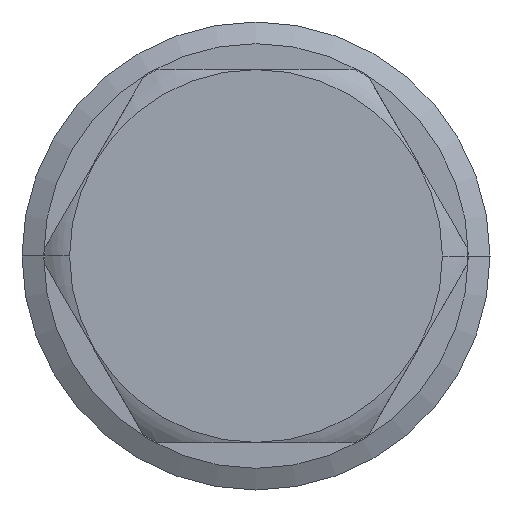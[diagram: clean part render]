
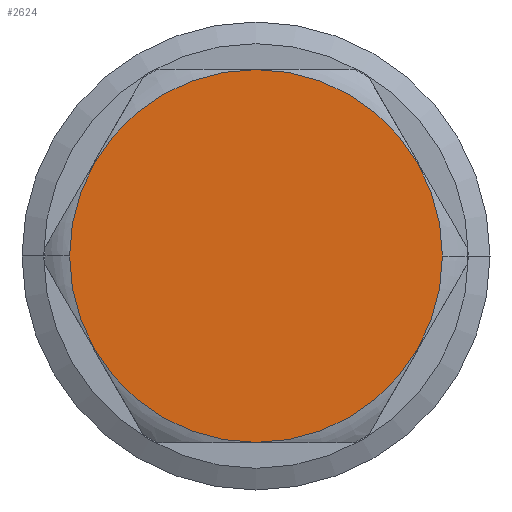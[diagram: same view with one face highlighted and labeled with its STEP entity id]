
A CAD part, left-side view. The second image highlights one B-rep face of the part: STEP entity #2624.
In plain terms, the highlighted planar face has unit normal (-1, 0, 0).
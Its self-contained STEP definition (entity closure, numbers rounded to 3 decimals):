
#48 = AXIS2_PLACEMENT_3D ( 'NONE', #1290, #146, #6354 ) ;
#93 = VERTEX_POINT ( 'NONE', #495 ) ;
#146 = DIRECTION ( 'NONE',  ( -1., 0., 0. ) ) ;
#340 = EDGE_CURVE ( 'NONE', #93, #4931, #4758, .T. ) ;
#495 = CARTESIAN_POINT ( 'NONE',  ( -19., 15.8, 0. ) ) ;
#1127 = FACE_OUTER_BOUND ( 'NONE', #6654, .T. ) ;
#1194 = CARTESIAN_POINT ( 'NONE',  ( -19., 0., 0. ) ) ;
#1290 = CARTESIAN_POINT ( 'NONE',  ( -19., 0., 0. ) ) ;
#1539 = DIRECTION ( 'NONE',  ( 1., 0., 0. ) ) ;
#2624 = ADVANCED_FACE ( 'NONE', ( #1127 ), #4930, .F. ) ;
#2810 = AXIS2_PLACEMENT_3D ( 'NONE', #1194, #4643, #6814 ) ;
#3201 = CARTESIAN_POINT ( 'NONE',  ( -19., -27.453, 15.85 ) ) ;
#3700 = EDGE_CURVE ( 'NONE', #4931, #93, #6561, .T. ) ;
#4266 = CARTESIAN_POINT ( 'NONE',  ( -19., -15.8, 0. ) ) ;
#4285 = DIRECTION ( 'NONE',  ( 0., -1., 0. ) ) ;
#4643 = DIRECTION ( 'NONE',  ( -1., 0., 0. ) ) ;
#4758 = CIRCLE ( 'NONE', #2810, 15.8 ) ;
#4782 = ORIENTED_EDGE ( 'NONE', *, *, #3700, .T. ) ;
#4930 = PLANE ( 'NONE',  #6997 ) ;
#4931 = VERTEX_POINT ( 'NONE', #4266 ) ;
#5397 = ORIENTED_EDGE ( 'NONE', *, *, #340, .T. ) ;
#6354 = DIRECTION ( 'NONE',  ( 0., 1., 0. ) ) ;
#6561 = CIRCLE ( 'NONE', #48, 15.8 ) ;
#6654 = EDGE_LOOP ( 'NONE', ( #5397, #4782 ) ) ;
#6814 = DIRECTION ( 'NONE',  ( 0., 1., 0. ) ) ;
#6997 = AXIS2_PLACEMENT_3D ( 'NONE', #3201, #1539, #4285 ) ;
